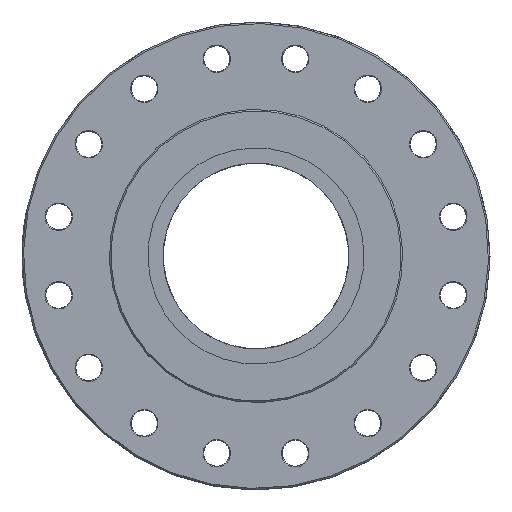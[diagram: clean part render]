
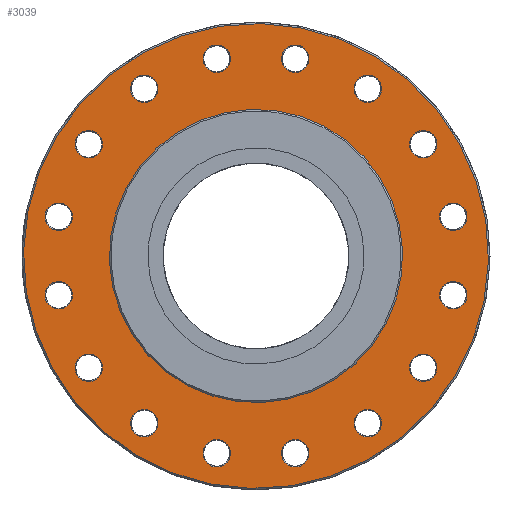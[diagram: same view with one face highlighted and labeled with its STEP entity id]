
A CAD part, front view. The second image highlights one B-rep face of the part: STEP entity #3039.
In plain terms, the highlighted planar face has unit normal (0, -1, 0).
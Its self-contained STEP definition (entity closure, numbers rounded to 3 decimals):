
#233=FACE_BOUND('',#544,.T.);
#234=FACE_BOUND('',#545,.T.);
#235=FACE_BOUND('',#546,.T.);
#236=FACE_BOUND('',#547,.T.);
#237=FACE_BOUND('',#548,.T.);
#238=FACE_BOUND('',#549,.T.);
#239=FACE_BOUND('',#550,.T.);
#240=FACE_BOUND('',#551,.T.);
#241=FACE_BOUND('',#552,.T.);
#242=FACE_BOUND('',#553,.T.);
#243=FACE_BOUND('',#554,.T.);
#244=FACE_BOUND('',#555,.T.);
#245=FACE_BOUND('',#556,.T.);
#246=FACE_BOUND('',#557,.T.);
#247=FACE_BOUND('',#558,.T.);
#248=FACE_BOUND('',#559,.T.);
#249=FACE_BOUND('',#560,.T.);
#283=PLANE('',#3301);
#367=FACE_OUTER_BOUND('',#543,.T.);
#543=EDGE_LOOP('',(#2061));
#544=EDGE_LOOP('',(#2062));
#545=EDGE_LOOP('',(#2063));
#546=EDGE_LOOP('',(#2064));
#547=EDGE_LOOP('',(#2065));
#548=EDGE_LOOP('',(#2066));
#549=EDGE_LOOP('',(#2067));
#550=EDGE_LOOP('',(#2068));
#551=EDGE_LOOP('',(#2069));
#552=EDGE_LOOP('',(#2070));
#553=EDGE_LOOP('',(#2071));
#554=EDGE_LOOP('',(#2072));
#555=EDGE_LOOP('',(#2073));
#556=EDGE_LOOP('',(#2074));
#557=EDGE_LOOP('',(#2075));
#558=EDGE_LOOP('',(#2076));
#559=EDGE_LOOP('',(#2077));
#560=EDGE_LOOP('',(#2078));
#1101=CIRCLE('',#3295,31.75);
#1105=CIRCLE('',#3300,75.3);
#1106=CIRCLE('',#3302,4.45);
#1107=CIRCLE('',#3303,4.45);
#1108=CIRCLE('',#3304,4.45);
#1109=CIRCLE('',#3305,4.45);
#1110=CIRCLE('',#3306,4.45);
#1111=CIRCLE('',#3307,4.45);
#1112=CIRCLE('',#3308,4.45);
#1113=CIRCLE('',#3309,4.45);
#1114=CIRCLE('',#3310,4.45);
#1115=CIRCLE('',#3311,4.45);
#1116=CIRCLE('',#3312,4.45);
#1117=CIRCLE('',#3313,4.45);
#1118=CIRCLE('',#3314,4.45);
#1119=CIRCLE('',#3315,4.45);
#1120=CIRCLE('',#3316,4.45);
#1121=CIRCLE('',#3317,4.45);
#1264=VERTEX_POINT('',#4341);
#1268=VERTEX_POINT('',#4351);
#1269=VERTEX_POINT('',#4355);
#1270=VERTEX_POINT('',#4357);
#1271=VERTEX_POINT('',#4359);
#1272=VERTEX_POINT('',#4361);
#1273=VERTEX_POINT('',#4363);
#1274=VERTEX_POINT('',#4365);
#1275=VERTEX_POINT('',#4367);
#1276=VERTEX_POINT('',#4369);
#1277=VERTEX_POINT('',#4371);
#1278=VERTEX_POINT('',#4373);
#1279=VERTEX_POINT('',#4375);
#1280=VERTEX_POINT('',#4377);
#1281=VERTEX_POINT('',#4379);
#1282=VERTEX_POINT('',#4381);
#1283=VERTEX_POINT('',#4383);
#1284=VERTEX_POINT('',#4385);
#1579=EDGE_CURVE('',#1264,#1264,#1101,.T.);
#1585=EDGE_CURVE('',#1268,#1268,#1105,.T.);
#1586=EDGE_CURVE('',#1269,#1269,#1106,.T.);
#1587=EDGE_CURVE('',#1270,#1270,#1107,.T.);
#1588=EDGE_CURVE('',#1271,#1271,#1108,.T.);
#1589=EDGE_CURVE('',#1272,#1272,#1109,.T.);
#1590=EDGE_CURVE('',#1273,#1273,#1110,.T.);
#1591=EDGE_CURVE('',#1274,#1274,#1111,.T.);
#1592=EDGE_CURVE('',#1275,#1275,#1112,.T.);
#1593=EDGE_CURVE('',#1276,#1276,#1113,.T.);
#1594=EDGE_CURVE('',#1277,#1277,#1114,.T.);
#1595=EDGE_CURVE('',#1278,#1278,#1115,.T.);
#1596=EDGE_CURVE('',#1279,#1279,#1116,.T.);
#1597=EDGE_CURVE('',#1280,#1280,#1117,.T.);
#1598=EDGE_CURVE('',#1281,#1281,#1118,.T.);
#1599=EDGE_CURVE('',#1282,#1282,#1119,.T.);
#1600=EDGE_CURVE('',#1283,#1283,#1120,.T.);
#1601=EDGE_CURVE('',#1284,#1284,#1121,.T.);
#2061=ORIENTED_EDGE('',*,*,#1585,.F.);
#2062=ORIENTED_EDGE('',*,*,#1579,.T.);
#2063=ORIENTED_EDGE('',*,*,#1586,.F.);
#2064=ORIENTED_EDGE('',*,*,#1587,.F.);
#2065=ORIENTED_EDGE('',*,*,#1588,.F.);
#2066=ORIENTED_EDGE('',*,*,#1589,.F.);
#2067=ORIENTED_EDGE('',*,*,#1590,.F.);
#2068=ORIENTED_EDGE('',*,*,#1591,.F.);
#2069=ORIENTED_EDGE('',*,*,#1592,.F.);
#2070=ORIENTED_EDGE('',*,*,#1593,.F.);
#2071=ORIENTED_EDGE('',*,*,#1594,.F.);
#2072=ORIENTED_EDGE('',*,*,#1595,.F.);
#2073=ORIENTED_EDGE('',*,*,#1596,.F.);
#2074=ORIENTED_EDGE('',*,*,#1597,.F.);
#2075=ORIENTED_EDGE('',*,*,#1598,.F.);
#2076=ORIENTED_EDGE('',*,*,#1599,.F.);
#2077=ORIENTED_EDGE('',*,*,#1600,.F.);
#2078=ORIENTED_EDGE('',*,*,#1601,.F.);
#3039=ADVANCED_FACE('',(#367,#233,#234,#235,#236,#237,#238,#239,#240,#241,
#242,#243,#244,#245,#246,#247,#248,#249),#283,.T.);
#3295=AXIS2_PLACEMENT_3D('',#4342,#3591,#3592);
#3300=AXIS2_PLACEMENT_3D('',#4353,#3603,#3604);
#3301=AXIS2_PLACEMENT_3D('',#4354,#3605,#3606);
#3302=AXIS2_PLACEMENT_3D('',#4356,#3607,#3608);
#3303=AXIS2_PLACEMENT_3D('',#4358,#3609,#3610);
#3304=AXIS2_PLACEMENT_3D('',#4360,#3611,#3612);
#3305=AXIS2_PLACEMENT_3D('',#4362,#3613,#3614);
#3306=AXIS2_PLACEMENT_3D('',#4364,#3615,#3616);
#3307=AXIS2_PLACEMENT_3D('',#4366,#3617,#3618);
#3308=AXIS2_PLACEMENT_3D('',#4368,#3619,#3620);
#3309=AXIS2_PLACEMENT_3D('',#4370,#3621,#3622);
#3310=AXIS2_PLACEMENT_3D('',#4372,#3623,#3624);
#3311=AXIS2_PLACEMENT_3D('',#4374,#3625,#3626);
#3312=AXIS2_PLACEMENT_3D('',#4376,#3627,#3628);
#3313=AXIS2_PLACEMENT_3D('',#4378,#3629,#3630);
#3314=AXIS2_PLACEMENT_3D('',#4380,#3631,#3632);
#3315=AXIS2_PLACEMENT_3D('',#4382,#3633,#3634);
#3316=AXIS2_PLACEMENT_3D('',#4384,#3635,#3636);
#3317=AXIS2_PLACEMENT_3D('',#4386,#3637,#3638);
#3591=DIRECTION('center_axis',(0.,1.,0.));
#3592=DIRECTION('ref_axis',(0.981,0.,0.195));
#3603=DIRECTION('center_axis',(0.,1.,0.));
#3604=DIRECTION('ref_axis',(1.,0.,0.));
#3605=DIRECTION('center_axis',(0.,-1.,0.));
#3606=DIRECTION('ref_axis',(0.,0.,-1.));
#3607=DIRECTION('center_axis',(0.,-1.,0.));
#3608=DIRECTION('ref_axis',(0.924,0.,0.383));
#3609=DIRECTION('center_axis',(0.,-1.,0.));
#3610=DIRECTION('ref_axis',(0.383,0.,0.924));
#3611=DIRECTION('center_axis',(0.,-1.,0.));
#3612=DIRECTION('ref_axis',(-0.383,0.,0.924));
#3613=DIRECTION('center_axis',(0.,-1.,0.));
#3614=DIRECTION('ref_axis',(-0.924,0.,0.383));
#3615=DIRECTION('center_axis',(0.,-1.,0.));
#3616=DIRECTION('ref_axis',(-0.924,0.,-0.383));
#3617=DIRECTION('center_axis',(0.,-1.,0.));
#3618=DIRECTION('ref_axis',(-0.383,0.,-0.924));
#3619=DIRECTION('center_axis',(0.,-1.,0.));
#3620=DIRECTION('ref_axis',(0.383,0.,-0.924));
#3621=DIRECTION('center_axis',(0.,-1.,0.));
#3622=DIRECTION('ref_axis',(0.924,0.,-0.383));
#3623=DIRECTION('center_axis',(0.,-1.,0.));
#3624=DIRECTION('ref_axis',(1.,0.,0.));
#3625=DIRECTION('center_axis',(0.,-1.,0.));
#3626=DIRECTION('ref_axis',(0.707,0.,-0.707));
#3627=DIRECTION('center_axis',(0.,-1.,0.));
#3628=DIRECTION('ref_axis',(0.,0.,-1.));
#3629=DIRECTION('center_axis',(0.,-1.,0.));
#3630=DIRECTION('ref_axis',(-0.707,0.,-0.707));
#3631=DIRECTION('center_axis',(0.,-1.,0.));
#3632=DIRECTION('ref_axis',(-1.,0.,0.));
#3633=DIRECTION('center_axis',(0.,-1.,0.));
#3634=DIRECTION('ref_axis',(-0.707,0.,0.707));
#3635=DIRECTION('center_axis',(0.,-1.,0.));
#3636=DIRECTION('ref_axis',(0.,0.,1.));
#3637=DIRECTION('center_axis',(0.,-1.,0.));
#3638=DIRECTION('ref_axis',(0.707,0.,0.707));
#4341=CARTESIAN_POINT('',(-31.14,0.,-6.194));
#4342=CARTESIAN_POINT('Origin',(0.,0.,0.));
#4351=CARTESIAN_POINT('',(-75.3,0.,0.));
#4353=CARTESIAN_POINT('Origin',(0.,0.,0.));
#4354=CARTESIAN_POINT('Origin',(-75.8,0.,0.));
#4355=CARTESIAN_POINT('',(20.821,0.,-61.894));
#4356=CARTESIAN_POINT('Origin',(24.932,0.,
-60.191));
#4357=CARTESIAN_POINT('',(58.488,0.,-29.043));
#4358=CARTESIAN_POINT('Origin',(60.191,0.,
-24.932));
#4359=CARTESIAN_POINT('',(61.894,0.,20.821));
#4360=CARTESIAN_POINT('Origin',(60.191,0.,
24.932));
#4361=CARTESIAN_POINT('',(29.043,0.,58.488));
#4362=CARTESIAN_POINT('Origin',(24.932,0.,
60.191));
#4363=CARTESIAN_POINT('',(-20.821,0.,61.894));
#4364=CARTESIAN_POINT('Origin',(-24.932,0.,
60.191));
#4365=CARTESIAN_POINT('',(-58.488,0.,29.043));
#4366=CARTESIAN_POINT('Origin',(-60.191,0.,
24.932));
#4367=CARTESIAN_POINT('',(-61.894,0.,-20.821));
#4368=CARTESIAN_POINT('Origin',(-60.191,0.,
-24.932));
#4369=CARTESIAN_POINT('',(-29.043,0.,-58.488));
#4370=CARTESIAN_POINT('Origin',(-24.932,0.,
-60.191));
#4371=CARTESIAN_POINT('',(-4.45,0.,-65.15));
#4372=CARTESIAN_POINT('Origin',(0.,0.,-65.15));
#4373=CARTESIAN_POINT('',(-49.215,0.,-42.921));
#4374=CARTESIAN_POINT('Origin',(-46.068,0.,
-46.068));
#4375=CARTESIAN_POINT('',(-65.15,0.,4.45));
#4376=CARTESIAN_POINT('Origin',(-65.15,0.,0.));
#4377=CARTESIAN_POINT('',(-42.921,0.,49.215));
#4378=CARTESIAN_POINT('Origin',(-46.068,0.,
46.068));
#4379=CARTESIAN_POINT('',(4.45,0.,65.15));
#4380=CARTESIAN_POINT('Origin',(0.,0.,
65.15));
#4381=CARTESIAN_POINT('',(49.215,0.,42.921));
#4382=CARTESIAN_POINT('Origin',(46.068,0.,
46.068));
#4383=CARTESIAN_POINT('',(65.15,0.,-4.45));
#4384=CARTESIAN_POINT('Origin',(65.15,0.,0.));
#4385=CARTESIAN_POINT('',(42.921,0.,-49.215));
#4386=CARTESIAN_POINT('Origin',(46.068,0.,
-46.068));
